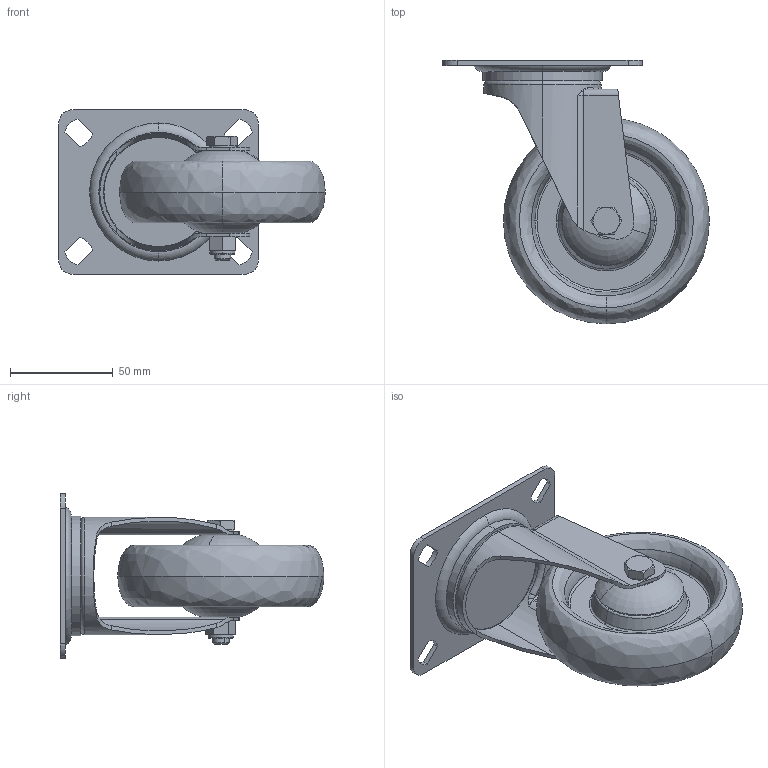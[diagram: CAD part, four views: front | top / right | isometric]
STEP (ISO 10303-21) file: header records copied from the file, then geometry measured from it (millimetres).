
FILE_DESCRIPTION (( 'STEP AP214' ), '1' );
FILE_NAME ('0024993.step', '2021-05-12T12:02:36', ( 'Windows-Benutzer' ), ( '' ), 'SwSTEP 2.0', 'SolidWorks 2020', '' );
FILE_SCHEMA (( 'AUTOMOTIVE_DESIGN' ));
Length unit declared in the file: millimetre
Products named in the file (1): 0024993
Bounding box: 129.5 x 128 x 80 mm (x, y, z)
Volume: 204289.2 mm3; surface area: 97676 mm2
Topology: 8 solids, 8 shells, 264 faces, 590 edges, 356 vertices
Faces by surface type: plane 76, torus 70, cylinder 68, cone 34, bspline 16
Entity records: 10777 total; most frequent: CARTESIAN_POINT 1819, DIRECTION 1354, ORIENTED_EDGE 1172, EDGE_CURVE 586, AXIS2_PLACEMENT_3D 581, VERTEX_POINT 356, CIRCLE 332, EDGE_LOOP 304
